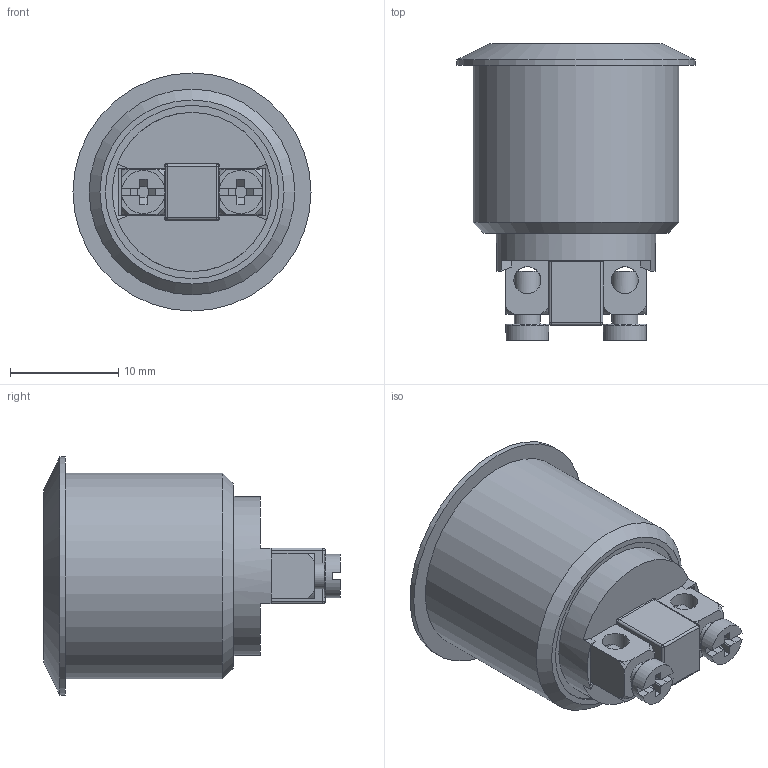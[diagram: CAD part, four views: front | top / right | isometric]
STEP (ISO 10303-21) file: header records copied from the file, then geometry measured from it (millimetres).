
FILE_DESCRIPTION((''),'2;1');
FILE_NAME('PV1F640xx-M01.stp','2018-02-27T09:47:04',('mwilliams'),(''),'Autodesk Inventor 2012','Autodesk Inventor 2012','');
FILE_SCHEMA(('AUTOMOTIVE_DESIGN { 1 0 10303 214 1 1 1 1 }'));
Length unit declared in the file: millimetre
Products named in the file (1): PV1F640xx-M01
Bounding box: 22 x 27.4 x 22 mm (x, y, z)
Volume: 3502.8 mm3; surface area: 3519.4 mm2
Topology: 2 solids, 2 shells, 175 faces, 472 edges, 308 vertices
Faces by surface type: plane 104, cylinder 48, bspline 8, torus 7, cone 4, sphere 4
Full cylindrical faces by diameter (mm): 2 x2, 2.4 x4, 2.5 x2, 4 x2, 14.7 x1, 14.9 x1, 15 x1, 16 x1, 19 x1, 22 x1
Entity records: 6297 total; most frequent: CARTESIAN_POINT 1972, ORIENTED_EDGE 884, DIRECTION 864, EDGE_CURVE 442, VERTEX_POINT 300, AXIS2_PLACEMENT_3D 292, VECTOR 280, LINE 280
